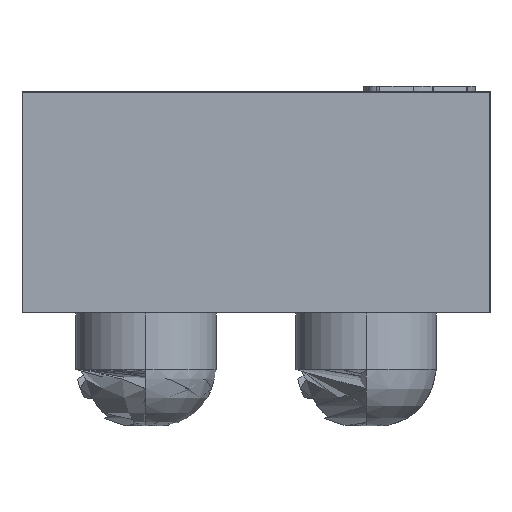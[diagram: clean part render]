
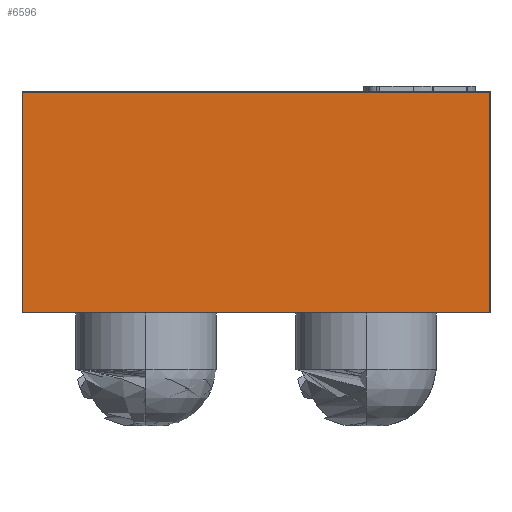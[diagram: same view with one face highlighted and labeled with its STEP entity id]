
A CAD part, left-side view. The second image highlights one B-rep face of the part: STEP entity #6596.
In plain terms, the highlighted planar face has unit normal (-1, 0, 0).
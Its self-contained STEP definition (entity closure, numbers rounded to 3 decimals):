
#4352 = PLANE('',#4353);
#4353 = AXIS2_PLACEMENT_3D('',#4354,#4355,#4356);
#4354 = CARTESIAN_POINT('',(0.,0.,0.205));
#4355 = DIRECTION('',(-0.,0.,-1.));
#4356 = DIRECTION('',(1.,0.,-0.));
#4948 = VERTEX_POINT('',#4949);
#4949 = CARTESIAN_POINT('',(-0.7,-0.425,
    0.205));
#4963 = PLANE('',#4964);
#4964 = AXIS2_PLACEMENT_3D('',#4965,#4966,#4967);
#4965 = CARTESIAN_POINT('',(0.7,-0.425,
    0.205));
#4966 = DIRECTION('',(0.,1.,0.));
#4967 = DIRECTION('',(0.,0.,-1.));
#4975 = EDGE_CURVE('',#4948,#4976,#4978,.T.);
#4976 = VERTEX_POINT('',#4977);
#4977 = CARTESIAN_POINT('',(-0.7,0.425,
    0.205));
#4978 = SURFACE_CURVE('',#4979,(#4983,#4990),.PCURVE_S1.);
#4979 = LINE('',#4980,#4981);
#4980 = CARTESIAN_POINT('',(-0.7,-0.425,
    0.205));
#4981 = VECTOR('',#4982,1.);
#4982 = DIRECTION('',(0.,1.,0.));
#4983 = PCURVE('',#4352,#4984);
#4984 = DEFINITIONAL_REPRESENTATION('',(#4985),#4989);
#4985 = LINE('',#4986,#4987);
#4986 = CARTESIAN_POINT('',(-0.7,0.425));
#4987 = VECTOR('',#4988,1.);
#4988 = DIRECTION('',(0.,-1.));
#4989 = ( GEOMETRIC_REPRESENTATION_CONTEXT(2) 
PARAMETRIC_REPRESENTATION_CONTEXT() REPRESENTATION_CONTEXT('2D SPACE',''
  ) );
#4990 = PCURVE('',#4991,#4996);
#4991 = PLANE('',#4992);
#4992 = AXIS2_PLACEMENT_3D('',#4993,#4994,#4995);
#4993 = CARTESIAN_POINT('',(-0.7,-0.425,
    0.205));
#4994 = DIRECTION('',(1.,0.,0.));
#4995 = DIRECTION('',(0.,1.,0.));
#4996 = DEFINITIONAL_REPRESENTATION('',(#4997),#5001);
#4997 = LINE('',#4998,#4999);
#4998 = CARTESIAN_POINT('',(0.,0.));
#4999 = VECTOR('',#5000,1.);
#5000 = DIRECTION('',(1.,0.));
#5001 = ( GEOMETRIC_REPRESENTATION_CONTEXT(2) 
PARAMETRIC_REPRESENTATION_CONTEXT() REPRESENTATION_CONTEXT('2D SPACE',''
  ) );
#5019 = PLANE('',#5020);
#5020 = AXIS2_PLACEMENT_3D('',#5021,#5022,#5023);
#5021 = CARTESIAN_POINT('',(-0.7,0.425,
    0.205));
#5022 = DIRECTION('',(0.,-1.,0.));
#5023 = DIRECTION('',(0.,0.,1.));
#6527 = VERTEX_POINT('',#6528);
#6528 = CARTESIAN_POINT('',(-0.7,-0.425,
    0.605));
#6542 = PLANE('',#6543);
#6543 = AXIS2_PLACEMENT_3D('',#6544,#6545,#6546);
#6544 = CARTESIAN_POINT('',(0.,0.,0.605));
#6545 = DIRECTION('',(-0.,0.,-1.));
#6546 = DIRECTION('',(1.,0.,-0.));
#6554 = EDGE_CURVE('',#4948,#6527,#6555,.T.);
#6555 = SURFACE_CURVE('',#6556,(#6560,#6567),.PCURVE_S1.);
#6556 = LINE('',#6557,#6558);
#6557 = CARTESIAN_POINT('',(-0.7,-0.425,
    0.205));
#6558 = VECTOR('',#6559,1.);
#6559 = DIRECTION('',(0.,0.,1.));
#6560 = PCURVE('',#4963,#6561);
#6561 = DEFINITIONAL_REPRESENTATION('',(#6562),#6566);
#6562 = LINE('',#6563,#6564);
#6563 = CARTESIAN_POINT('',(0.,1.4));
#6564 = VECTOR('',#6565,1.);
#6565 = DIRECTION('',(-1.,0.));
#6566 = ( GEOMETRIC_REPRESENTATION_CONTEXT(2) 
PARAMETRIC_REPRESENTATION_CONTEXT() REPRESENTATION_CONTEXT('2D SPACE',''
  ) );
#6567 = PCURVE('',#4991,#6568);
#6568 = DEFINITIONAL_REPRESENTATION('',(#6569),#6573);
#6569 = LINE('',#6570,#6571);
#6570 = CARTESIAN_POINT('',(0.,0.));
#6571 = VECTOR('',#6572,1.);
#6572 = DIRECTION('',(0.,1.));
#6573 = ( GEOMETRIC_REPRESENTATION_CONTEXT(2) 
PARAMETRIC_REPRESENTATION_CONTEXT() REPRESENTATION_CONTEXT('2D SPACE',''
  ) );
#6596 = ADVANCED_FACE('',(#6597),#4991,.F.);
#6597 = FACE_BOUND('',#6598,.T.);
#6598 = EDGE_LOOP('',(#6599,#6622,#6643,#6644));
#6599 = ORIENTED_EDGE('',*,*,#6600,.T.);
#6600 = EDGE_CURVE('',#6527,#6601,#6603,.T.);
#6601 = VERTEX_POINT('',#6602);
#6602 = CARTESIAN_POINT('',(-0.7,0.425,
    0.605));
#6603 = SURFACE_CURVE('',#6604,(#6608,#6615),.PCURVE_S1.);
#6604 = LINE('',#6605,#6606);
#6605 = CARTESIAN_POINT('',(-0.7,-0.425,
    0.605));
#6606 = VECTOR('',#6607,1.);
#6607 = DIRECTION('',(0.,1.,0.));
#6608 = PCURVE('',#4991,#6609);
#6609 = DEFINITIONAL_REPRESENTATION('',(#6610),#6614);
#6610 = LINE('',#6611,#6612);
#6611 = CARTESIAN_POINT('',(0.,0.4));
#6612 = VECTOR('',#6613,1.);
#6613 = DIRECTION('',(1.,0.));
#6614 = ( GEOMETRIC_REPRESENTATION_CONTEXT(2) 
PARAMETRIC_REPRESENTATION_CONTEXT() REPRESENTATION_CONTEXT('2D SPACE',''
  ) );
#6615 = PCURVE('',#6542,#6616);
#6616 = DEFINITIONAL_REPRESENTATION('',(#6617),#6621);
#6617 = LINE('',#6618,#6619);
#6618 = CARTESIAN_POINT('',(-0.7,0.425));
#6619 = VECTOR('',#6620,1.);
#6620 = DIRECTION('',(0.,-1.));
#6621 = ( GEOMETRIC_REPRESENTATION_CONTEXT(2) 
PARAMETRIC_REPRESENTATION_CONTEXT() REPRESENTATION_CONTEXT('2D SPACE',''
  ) );
#6622 = ORIENTED_EDGE('',*,*,#6623,.F.);
#6623 = EDGE_CURVE('',#4976,#6601,#6624,.T.);
#6624 = SURFACE_CURVE('',#6625,(#6629,#6636),.PCURVE_S1.);
#6625 = LINE('',#6626,#6627);
#6626 = CARTESIAN_POINT('',(-0.7,0.425,
    0.205));
#6627 = VECTOR('',#6628,1.);
#6628 = DIRECTION('',(0.,0.,1.));
#6629 = PCURVE('',#4991,#6630);
#6630 = DEFINITIONAL_REPRESENTATION('',(#6631),#6635);
#6631 = LINE('',#6632,#6633);
#6632 = CARTESIAN_POINT('',(0.85,0.));
#6633 = VECTOR('',#6634,1.);
#6634 = DIRECTION('',(0.,1.));
#6635 = ( GEOMETRIC_REPRESENTATION_CONTEXT(2) 
PARAMETRIC_REPRESENTATION_CONTEXT() REPRESENTATION_CONTEXT('2D SPACE',''
  ) );
#6636 = PCURVE('',#5019,#6637);
#6637 = DEFINITIONAL_REPRESENTATION('',(#6638),#6642);
#6638 = LINE('',#6639,#6640);
#6639 = CARTESIAN_POINT('',(0.,0.));
#6640 = VECTOR('',#6641,1.);
#6641 = DIRECTION('',(1.,0.));
#6642 = ( GEOMETRIC_REPRESENTATION_CONTEXT(2) 
PARAMETRIC_REPRESENTATION_CONTEXT() REPRESENTATION_CONTEXT('2D SPACE',''
  ) );
#6643 = ORIENTED_EDGE('',*,*,#4975,.F.);
#6644 = ORIENTED_EDGE('',*,*,#6554,.T.);
